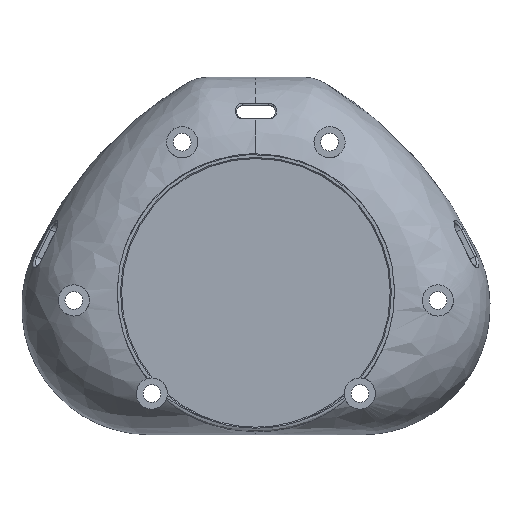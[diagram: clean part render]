
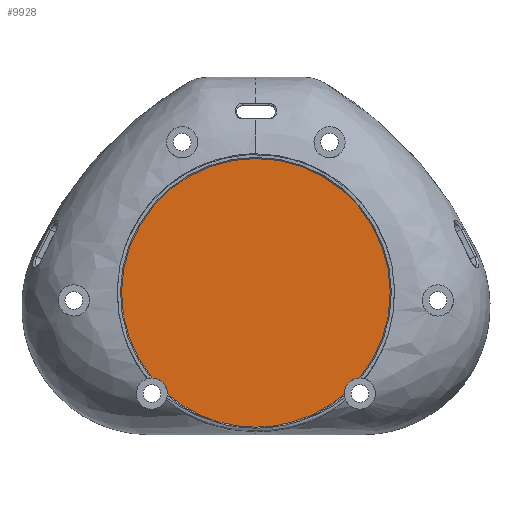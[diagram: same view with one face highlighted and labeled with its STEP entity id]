
A CAD part, front view. The second image highlights one B-rep face of the part: STEP entity #9928.
In plain terms, the highlighted planar face has unit normal (0, -1, 0).
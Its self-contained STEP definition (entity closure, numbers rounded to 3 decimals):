
#226 = DIRECTION ( 'NONE',  ( 0., 1., 0. ) ) ;
#462 = CARTESIAN_POINT ( 'NONE',  ( 0., -19.5, 3.25 ) ) ;
#521 = EDGE_CURVE ( 'NONE', #6645, #18993, #7474, .T. ) ;
#861 = EDGE_CURVE ( 'NONE', #4111, #3578, #6228, .T. ) ;
#925 = DIRECTION ( 'NONE',  ( 0., 1., 0. ) ) ;
#1389 = ORIENTED_EDGE ( 'NONE', *, *, #8575, .T. ) ;
#1627 = DIRECTION ( 'NONE',  ( 0., 0., 1. ) ) ;
#1675 = DIRECTION ( 'NONE',  ( 0., 0., 1. ) ) ;
#2204 = DIRECTION ( 'NONE',  ( 0., 0., 1. ) ) ;
#2744 = CARTESIAN_POINT ( 'NONE',  ( 0., -19.5, 3.25 ) ) ;
#3274 = DIRECTION ( 'NONE',  ( 0., 1., 0. ) ) ;
#3578 = VERTEX_POINT ( 'NONE', #14926 ) ;
#3701 = EDGE_LOOP ( 'NONE', ( #16274, #7493, #14856, #14075, #1389 ) ) ;
#4111 = VERTEX_POINT ( 'NONE', #18512 ) ;
#6228 = CIRCLE ( 'NONE', #11793, 31. ) ;
#6375 = DIRECTION ( 'NONE',  ( 0., -1., 0. ) ) ;
#6475 = CARTESIAN_POINT ( 'NONE',  ( 0., -19.5, 3.25 ) ) ;
#6645 = VERTEX_POINT ( 'NONE', #18655 ) ;
#6877 = CIRCLE ( 'NONE', #17666, 31. ) ;
#7474 = CIRCLE ( 'NONE', #12710, 31. ) ;
#7493 = ORIENTED_EDGE ( 'NONE', *, *, #521, .T. ) ;
#7739 = EDGE_CURVE ( 'NONE', #18993, #4111, #10135, .T. ) ;
#8358 = AXIS2_PLACEMENT_3D ( 'NONE', #13675, #226, #1675 ) ;
#8575 = EDGE_CURVE ( 'NONE', #3578, #17584, #9212, .T. ) ;
#8909 = AXIS2_PLACEMENT_3D ( 'NONE', #11204, #925, #12823 ) ;
#9212 = CIRCLE ( 'NONE', #8909, 3.6 ) ;
#9839 = AXIS2_PLACEMENT_3D ( 'NONE', #17787, #3274, #1627 ) ;
#9928 = ADVANCED_FACE ( 'NONE', ( #16381 ), #14946, .F. ) ;
#10135 = CIRCLE ( 'NONE', #9839, 3.6 ) ;
#11204 = CARTESIAN_POINT ( 'NONE',  ( -24., -19.5, -20. ) ) ;
#11793 = AXIS2_PLACEMENT_3D ( 'NONE', #6475, #16995, #2204 ) ;
#12260 = DIRECTION ( 'NONE',  ( 0., 0., 1. ) ) ;
#12710 = AXIS2_PLACEMENT_3D ( 'NONE', #462, #6375, #12260 ) ;
#12823 = DIRECTION ( 'NONE',  ( 0., 0., 1. ) ) ;
#13019 = EDGE_CURVE ( 'NONE', #17584, #6645, #6877, .T. ) ;
#13675 = CARTESIAN_POINT ( 'NONE',  ( 0., -19.5, 0. ) ) ;
#14075 = ORIENTED_EDGE ( 'NONE', *, *, #861, .T. ) ;
#14834 = DIRECTION ( 'NONE',  ( 0., -1., 0. ) ) ;
#14856 = ORIENTED_EDGE ( 'NONE', *, *, #7739, .T. ) ;
#14874 = CARTESIAN_POINT ( 'NONE',  ( 20.401, -19.5, -20.091 ) ) ;
#14926 = CARTESIAN_POINT ( 'NONE',  ( -23.977, -19.5, -16.4 ) ) ;
#14946 = PLANE ( 'NONE',  #8358 ) ;
#16274 = ORIENTED_EDGE ( 'NONE', *, *, #13019, .T. ) ;
#16381 = FACE_OUTER_BOUND ( 'NONE', #3701, .T. ) ;
#16995 = DIRECTION ( 'NONE',  ( 0., -1., 0. ) ) ;
#17584 = VERTEX_POINT ( 'NONE', #18969 ) ;
#17634 = DIRECTION ( 'NONE',  ( 0., 0., 1. ) ) ;
#17666 = AXIS2_PLACEMENT_3D ( 'NONE', #2744, #14834, #17634 ) ;
#17787 = CARTESIAN_POINT ( 'NONE',  ( 24., -19.5, -20. ) ) ;
#18512 = CARTESIAN_POINT ( 'NONE',  ( 23.977, -19.5, -16.4 ) ) ;
#18655 = CARTESIAN_POINT ( 'NONE',  ( 0., -19.5, -27.75 ) ) ;
#18969 = CARTESIAN_POINT ( 'NONE',  ( -20.401, -19.5, -20.091 ) ) ;
#18993 = VERTEX_POINT ( 'NONE', #14874 ) ;
